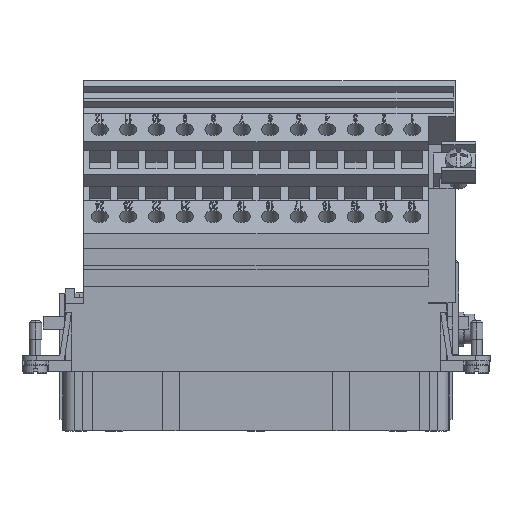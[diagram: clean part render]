
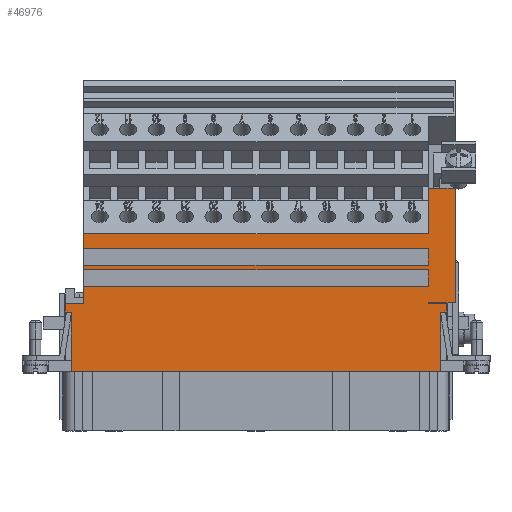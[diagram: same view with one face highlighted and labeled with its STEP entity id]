
A CAD part, top view. The second image highlights one B-rep face of the part: STEP entity #46976.
In plain terms, the highlighted planar face has unit normal (0, 0, 1).
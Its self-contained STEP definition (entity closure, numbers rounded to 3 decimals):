
#8698=CARTESIAN_POINT('',(43.5,0.0,17.0));
#8699=VERTEX_POINT('',#8698);
#8706=CARTESIAN_POINT('',(-43.5,0.0,17.0));
#8707=VERTEX_POINT('',#8706);
#8708=CARTESIAN_POINT('',(43.5,0.0,17.0));
#8709=DIRECTION('',(-1.0,0.0,0.0));
#8710=VECTOR('',#8709,87.);
#8711=LINE('',#8708,#8710);
#8712=EDGE_CURVE('',#8699,#8707,#8711,.T.);
#22847=CARTESIAN_POINT('',(40.65,32.5,17.));
#22848=VERTEX_POINT('',#22847);
#22873=CARTESIAN_POINT('',(-40.65,32.5,17.));
#22874=VERTEX_POINT('',#22873);
#22881=CARTESIAN_POINT('',(40.65,32.5,17.));
#22882=DIRECTION('',(-1.0,0.0,0.0));
#22883=VECTOR('',#22882,81.3);
#22884=LINE('',#22881,#22883);
#22885=EDGE_CURVE('',#22848,#22874,#22884,.T.);
#46586=CARTESIAN_POINT('',(-40.65,20.0,17.0));
#46587=VERTEX_POINT('',#46586);
#46594=CARTESIAN_POINT('',(40.65,20.0,17.0));
#46595=VERTEX_POINT('',#46594);
#46596=CARTESIAN_POINT('',(40.65,20.0,17.0));
#46597=DIRECTION('',(-1.0,0.0,0.0));
#46598=VECTOR('',#46597,81.3);
#46599=LINE('',#46596,#46598);
#46600=EDGE_CURVE('',#46595,#46587,#46599,.T.);
#46625=CARTESIAN_POINT('',(40.65,24.0,17.0));
#46626=VERTEX_POINT('',#46625);
#46627=CARTESIAN_POINT('',(40.65,24.0,17.0));
#46628=DIRECTION('',(0.0,-1.0,0.0));
#46629=VECTOR('',#46628,4.0);
#46630=LINE('',#46627,#46629);
#46631=EDGE_CURVE('',#46626,#46595,#46630,.T.);
#46656=CARTESIAN_POINT('',(-40.65,24.0,17.0));
#46657=VERTEX_POINT('',#46656);
#46658=CARTESIAN_POINT('',(-40.65,24.0,17.0));
#46659=DIRECTION('',(1.0,0.0,0.0));
#46660=VECTOR('',#46659,81.3);
#46661=LINE('',#46658,#46660);
#46662=EDGE_CURVE('',#46657,#46626,#46661,.T.);
#46705=CARTESIAN_POINT('',(-40.65,25.0,17.0));
#46706=VERTEX_POINT('',#46705);
#46713=CARTESIAN_POINT('',(40.65,25.0,17.0));
#46714=VERTEX_POINT('',#46713);
#46715=CARTESIAN_POINT('',(40.65,25.0,17.0));
#46716=DIRECTION('',(-1.0,0.0,0.0));
#46717=VECTOR('',#46716,81.3);
#46718=LINE('',#46715,#46717);
#46719=EDGE_CURVE('',#46714,#46706,#46718,.T.);
#46744=CARTESIAN_POINT('',(40.65,29.0,17.0));
#46745=VERTEX_POINT('',#46744);
#46746=CARTESIAN_POINT('',(40.65,29.0,17.0));
#46747=DIRECTION('',(0.0,-1.0,0.0));
#46748=VECTOR('',#46747,4.0);
#46749=LINE('',#46746,#46748);
#46750=EDGE_CURVE('',#46745,#46714,#46749,.T.);
#46775=CARTESIAN_POINT('',(-40.65,29.0,17.0));
#46776=VERTEX_POINT('',#46775);
#46777=CARTESIAN_POINT('',(-40.65,29.0,17.0));
#46778=DIRECTION('',(1.0,0.0,0.0));
#46779=VECTOR('',#46778,81.3);
#46780=LINE('',#46777,#46779);
#46781=EDGE_CURVE('',#46776,#46745,#46780,.T.);
#46809=CARTESIAN_POINT('',(-40.65,0.0,17.0));
#46810=DIRECTION('',(0.0,0.0,1.0));
#46811=DIRECTION('',(1.0,0.0,0.0));
#46812=AXIS2_PLACEMENT_3D('',#46809,#46810,#46811);
#46813=PLANE('',#46812);
#46814=ORIENTED_EDGE('',*,*,#46662,.T.);
#46815=ORIENTED_EDGE('',*,*,#46631,.T.);
#46816=ORIENTED_EDGE('',*,*,#46600,.T.);
#46817=CARTESIAN_POINT('',(-40.65,16.0,17.0));
#46818=VERTEX_POINT('',#46817);
#46819=CARTESIAN_POINT('',(-40.65,16.0,17.0));
#46820=DIRECTION('',(0.0,1.0,0.0));
#46821=VECTOR('',#46820,4.0);
#46822=LINE('',#46819,#46821);
#46823=EDGE_CURVE('',#46818,#46587,#46822,.T.);
#46824=ORIENTED_EDGE('',*,*,#46823,.F.);
#46825=CARTESIAN_POINT('',(-45.0,16.0,17.));
#46826=VERTEX_POINT('',#46825);
#46827=CARTESIAN_POINT('',(-40.65,16.0,17.0));
#46828=DIRECTION('',(-1.0,0.0,0.0));
#46829=VECTOR('',#46828,4.35);
#46830=LINE('',#46827,#46829);
#46831=EDGE_CURVE('',#46818,#46826,#46830,.T.);
#46832=ORIENTED_EDGE('',*,*,#46831,.T.);
#46833=CARTESIAN_POINT('',(-45.,14.,17.0));
#46834=VERTEX_POINT('',#46833);
#46835=CARTESIAN_POINT('',(-45.,14.,17.0));
#46836=DIRECTION('',(0.0,1.0,0.0));
#46837=VECTOR('',#46836,2.);
#46838=LINE('',#46835,#46837);
#46839=EDGE_CURVE('',#46834,#46826,#46838,.T.);
#46840=ORIENTED_EDGE('',*,*,#46839,.F.);
#46841=CARTESIAN_POINT('',(-44.686,14.,17.0));
#46842=VERTEX_POINT('',#46841);
#46843=CARTESIAN_POINT('',(-45.,14.,17.0));
#46844=DIRECTION('',(1.0,0.0,0.0));
#46845=VECTOR('',#46844,0.314);
#46846=LINE('',#46843,#46845);
#46847=EDGE_CURVE('',#46834,#46842,#46846,.T.);
#46848=ORIENTED_EDGE('',*,*,#46847,.T.);
#46849=CARTESIAN_POINT('',(-43.5,14.,17.0));
#46850=VERTEX_POINT('',#46849);
#46851=CARTESIAN_POINT('',(-44.686,14.,17.0));
#46852=DIRECTION('',(1.0,0.0,0.0));
#46853=VECTOR('',#46852,1.186);
#46854=LINE('',#46851,#46853);
#46855=EDGE_CURVE('',#46842,#46850,#46854,.T.);
#46856=ORIENTED_EDGE('',*,*,#46855,.T.);
#46857=CARTESIAN_POINT('',(-43.5,13.818,17.0));
#46858=VERTEX_POINT('',#46857);
#46859=CARTESIAN_POINT('',(-43.5,14.,17.0));
#46860=DIRECTION('',(0.,-1.0,0.0));
#46861=VECTOR('',#46860,0.182);
#46862=LINE('',#46859,#46861);
#46863=EDGE_CURVE('',#46850,#46858,#46862,.T.);
#46864=ORIENTED_EDGE('',*,*,#46863,.T.);
#46865=CARTESIAN_POINT('',(-43.5,13.818,17.0));
#46866=DIRECTION('',(0.0,-1.0,0.0));
#46867=VECTOR('',#46866,13.818);
#46868=LINE('',#46865,#46867);
#46869=EDGE_CURVE('',#46858,#8707,#46868,.T.);
#46870=ORIENTED_EDGE('',*,*,#46869,.T.);
#46871=ORIENTED_EDGE('',*,*,#8712,.F.);
#46872=CARTESIAN_POINT('',(43.5,13.818,17.0));
#46873=VERTEX_POINT('',#46872);
#46874=CARTESIAN_POINT('',(43.5,0.0,17.0));
#46875=DIRECTION('',(0.0,1.0,0.0));
#46876=VECTOR('',#46875,13.818);
#46877=LINE('',#46874,#46876);
#46878=EDGE_CURVE('',#8699,#46873,#46877,.T.);
#46879=ORIENTED_EDGE('',*,*,#46878,.T.);
#46880=CARTESIAN_POINT('',(43.5,14.,17.0));
#46881=VERTEX_POINT('',#46880);
#46882=CARTESIAN_POINT('',(43.5,13.818,17.0));
#46883=DIRECTION('',(0.0,1.0,0.0));
#46884=VECTOR('',#46883,0.182);
#46885=LINE('',#46882,#46884);
#46886=EDGE_CURVE('',#46873,#46881,#46885,.T.);
#46887=ORIENTED_EDGE('',*,*,#46886,.T.);
#46888=CARTESIAN_POINT('',(44.686,14.,17.0));
#46889=VERTEX_POINT('',#46888);
#46890=CARTESIAN_POINT('',(43.5,14.,17.0));
#46891=DIRECTION('',(1.0,0.0,0.0));
#46892=VECTOR('',#46891,1.186);
#46893=LINE('',#46890,#46892);
#46894=EDGE_CURVE('',#46881,#46889,#46893,.T.);
#46895=ORIENTED_EDGE('',*,*,#46894,.T.);
#46896=CARTESIAN_POINT('',(45.,14.,17.));
#46897=VERTEX_POINT('',#46896);
#46898=CARTESIAN_POINT('',(44.686,14.,17.0));
#46899=DIRECTION('',(1.0,0.0,0.0));
#46900=VECTOR('',#46899,0.314);
#46901=LINE('',#46898,#46900);
#46902=EDGE_CURVE('',#46889,#46897,#46901,.T.);
#46903=ORIENTED_EDGE('',*,*,#46902,.T.);
#46904=CARTESIAN_POINT('',(45.0,16.0,17.0));
#46905=VERTEX_POINT('',#46904);
#46906=CARTESIAN_POINT('',(45.,14.,17.));
#46907=DIRECTION('',(0.0,1.0,0.0));
#46908=VECTOR('',#46907,2.);
#46909=LINE('',#46906,#46908);
#46910=EDGE_CURVE('',#46897,#46905,#46909,.T.);
#46911=ORIENTED_EDGE('',*,*,#46910,.T.);
#46912=CARTESIAN_POINT('',(40.65,16.0,17.0));
#46913=VERTEX_POINT('',#46912);
#46914=CARTESIAN_POINT('',(45.0,16.0,17.0));
#46915=DIRECTION('',(-1.0,0.0,0.0));
#46916=VECTOR('',#46915,4.35);
#46917=LINE('',#46914,#46916);
#46918=EDGE_CURVE('',#46905,#46913,#46917,.T.);
#46919=ORIENTED_EDGE('',*,*,#46918,.T.);
#46920=CARTESIAN_POINT('',(40.65,16.2,17.0));
#46921=VERTEX_POINT('',#46920);
#46922=CARTESIAN_POINT('',(40.65,16.2,17.0));
#46923=DIRECTION('',(0.0,-1.0,0.0));
#46924=VECTOR('',#46923,0.2);
#46925=LINE('',#46922,#46924);
#46926=EDGE_CURVE('',#46921,#46913,#46925,.T.);
#46927=ORIENTED_EDGE('',*,*,#46926,.F.);
#46928=CARTESIAN_POINT('',(46.95,16.2,17.0));
#46929=VERTEX_POINT('',#46928);
#46930=CARTESIAN_POINT('',(46.95,16.2,17.0));
#46931=DIRECTION('',(-1.0,0.0,0.0));
#46932=VECTOR('',#46931,6.3);
#46933=LINE('',#46930,#46932);
#46934=EDGE_CURVE('',#46929,#46921,#46933,.T.);
#46935=ORIENTED_EDGE('',*,*,#46934,.F.);
#46936=CARTESIAN_POINT('',(46.95,43.2,17.));
#46937=VERTEX_POINT('',#46936);
#46938=CARTESIAN_POINT('',(46.95,43.2,17.));
#46939=DIRECTION('',(0.0,-1.0,0.0));
#46940=VECTOR('',#46939,27.);
#46941=LINE('',#46938,#46940);
#46942=EDGE_CURVE('',#46937,#46929,#46941,.T.);
#46943=ORIENTED_EDGE('',*,*,#46942,.F.);
#46944=CARTESIAN_POINT('',(40.65,43.2,17.));
#46945=VERTEX_POINT('',#46944);
#46946=CARTESIAN_POINT('',(46.95,43.2,17.));
#46947=DIRECTION('',(-1.0,0.0,0.0));
#46948=VECTOR('',#46947,6.3);
#46949=LINE('',#46946,#46948);
#46950=EDGE_CURVE('',#46937,#46945,#46949,.T.);
#46951=ORIENTED_EDGE('',*,*,#46950,.T.);
#46952=CARTESIAN_POINT('',(40.65,43.2,17.));
#46953=DIRECTION('',(0.0,-1.0,0.0));
#46954=VECTOR('',#46953,10.7);
#46955=LINE('',#46952,#46954);
#46956=EDGE_CURVE('',#46945,#22848,#46955,.T.);
#46957=ORIENTED_EDGE('',*,*,#46956,.T.);
#46958=ORIENTED_EDGE('',*,*,#22885,.T.);
#46959=CARTESIAN_POINT('',(-40.65,29.0,17.0));
#46960=DIRECTION('',(0.0,1.0,0.0));
#46961=VECTOR('',#46960,3.5);
#46962=LINE('',#46959,#46961);
#46963=EDGE_CURVE('',#46776,#22874,#46962,.T.);
#46964=ORIENTED_EDGE('',*,*,#46963,.F.);
#46965=ORIENTED_EDGE('',*,*,#46781,.T.);
#46966=ORIENTED_EDGE('',*,*,#46750,.T.);
#46967=ORIENTED_EDGE('',*,*,#46719,.T.);
#46968=CARTESIAN_POINT('',(-40.65,24.0,17.0));
#46969=DIRECTION('',(0.0,1.0,0.0));
#46970=VECTOR('',#46969,1.0);
#46971=LINE('',#46968,#46970);
#46972=EDGE_CURVE('',#46657,#46706,#46971,.T.);
#46973=ORIENTED_EDGE('',*,*,#46972,.F.);
#46974=EDGE_LOOP('',(#46814,#46815,#46816,#46824,#46832,#46840,#46848,#46856,#46864,#46870,#46871,#46879,#46887,#46895,#46903,#46911,#46919,#46927,#46935,#46943,#46951,#46957,#46958,#46964,#46965,#46966,#46967,#46973));
#46975=FACE_OUTER_BOUND('',#46974,.T.);
#46976=ADVANCED_FACE('',(#46975),#46813,.T.);
